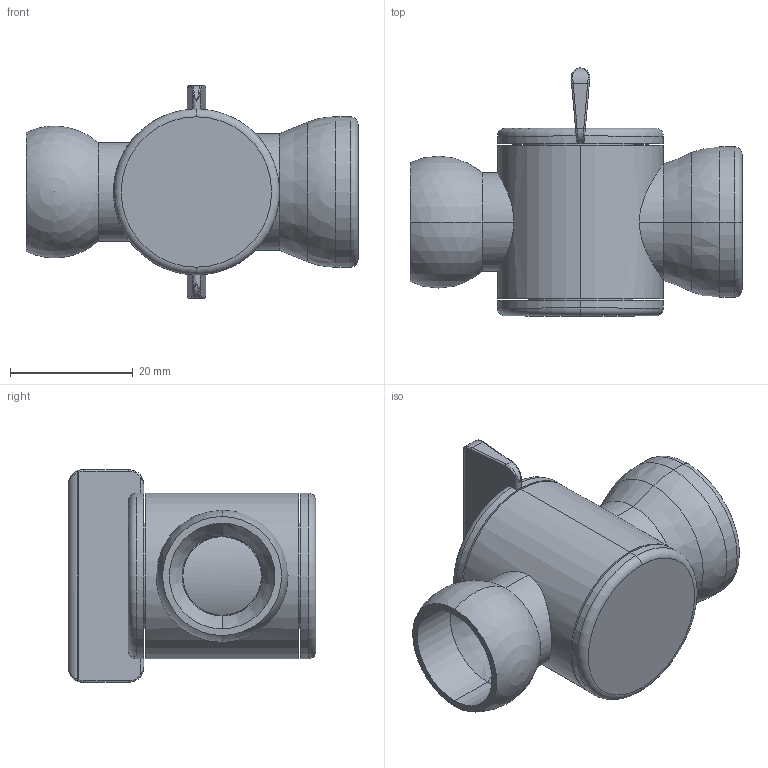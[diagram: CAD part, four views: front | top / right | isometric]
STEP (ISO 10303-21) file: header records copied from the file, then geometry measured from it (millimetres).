
FILE_DESCRIPTION (( 'STEP AP203' ), '1' );
FILE_NAME ('1-2 Inline Valve.STEP', '2005-02-04T23:32:29', ( 'mark lockwood' ), ( 'lockwood products inc.' ), 'SwSTEP 2.0', 'SolidWorks 2004146', '' );
FILE_SCHEMA (( 'CONFIG_CONTROL_DESIGN' ));
Length unit declared in the file: inch
Products named in the file (1): 1-2 Inline Valve
Bounding box: 54.18 x 40.44 x 34.75 mm (x, y, z)
Volume: 21430.3 mm3; surface area: 9442.4 mm2
Topology: 1 solids, 1 shells, 88 faces, 212 edges, 121 vertices
Faces by surface type: cylinder 40, bspline 16, plane 14, torus 6, cone 6, sphere 6
Entity records: 7317 total; most frequent: CARTESIAN_POINT 5448, ORIENTED_EDGE 380, DIRECTION 359, EDGE_CURVE 190, AXIS2_PLACEMENT_3D 155, VERTEX_POINT 113, EDGE_LOOP 97, ADVANCED_FACE 88
